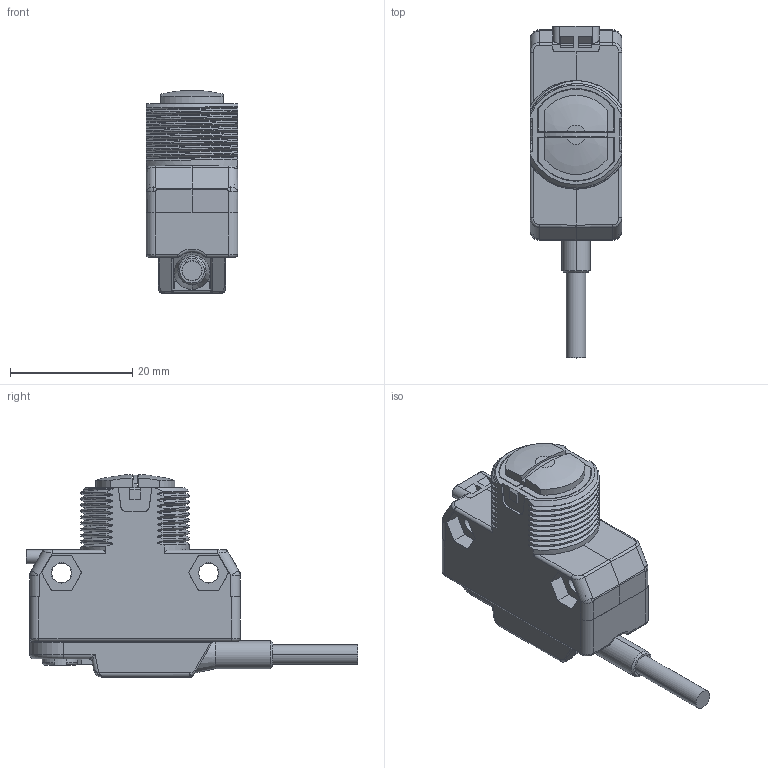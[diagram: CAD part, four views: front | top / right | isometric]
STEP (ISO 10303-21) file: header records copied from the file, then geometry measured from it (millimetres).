
FILE_DESCRIPTION((''),'2;1');
FILE_NAME('139704_SM01_ASM','2022-10-13T11:29:08',('PDMAdmin'),('BANNER ENGINEERING'),'CREO PARAMETRIC BY PTC INC, 2019292','CREO PARAMETRIC BY PTC INC, 2019292','');
FILE_SCHEMA(('CONFIG_CONTROL_DESIGN'));
Products named in the file (3): 139704_EP01; ASSEMBLY_55816; 139704_SM01_ASM
Assembly tree (2 placements, depth 2):
  139704_SM01_ASM
    139704_EP01
    ASSEMBLY_55816
Bounding box: 15 x 54.39 x 33.2 mm (x, y, z)
Volume: 11377.9 mm3; surface area: 4840.4 mm2
Topology: 2 solids, 2 shells, 461 faces, 1180 edges, 742 vertices
Faces by surface type: plane 180, cylinder 135, bspline 97, cone 22, torus 17, sphere 8, revolution 2
Entity records: 20174 total; most frequent: CARTESIAN_POINT 9661, ORIENTED_EDGE 2356, DIRECTION 1858, EDGE_CURVE 1178, VERTEX_POINT 742, VECTOR 638, LINE 638, AXIS2_PLACEMENT_3D 609
